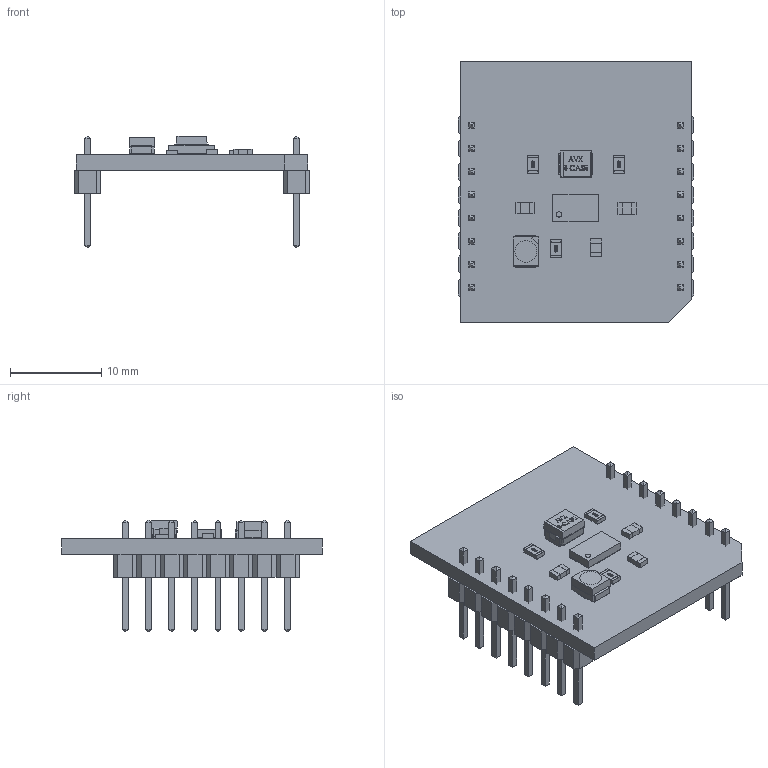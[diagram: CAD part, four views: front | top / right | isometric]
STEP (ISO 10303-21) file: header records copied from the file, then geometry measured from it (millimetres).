
FILE_DESCRIPTION(('Open CASCADE Model'),'2;1');
FILE_NAME('Open CASCADE Shape Model','2018-01-23T12:11:55',('Author'),( 'Open CASCADE'),'Open CASCADE STEP processor 6.8','Open CASCADE 6.8' ,'Unknown');
FILE_SCHEMA(('AUTOMOTIVE_DESIGN { 1 0 10303 214 1 1 1 1 }'));
Length unit declared in the file: millimetre
Products named in the file (26): PCB; Board; Free-Models; User_Library-Pin_Header_Strip_1x2; LGA-14; SW3dPS-LGA-14_Board3; SW3dPS-LGA-14_Free-Models2; SW3dPS-LGA-14_LGA15; SW3dPS-LGA-14_Free-Models3; SW3dPS-LGA-14_339724625; SW3dPS-LGA-14_Extruded3; SW3dPS-LGA-14_339727441; SW3dPS-LGA-14_Extruded5; SW3dPS-LGA-14_339729233; SW3dPS-LGA-14_Extruded4; SW3dPS-LGA-14_339503745; SW3dPS-LGA-14_Cylinder1; SW3dPS-LGA-14_Board2; User_Library-Everlight_67-21SRC-TR8; User_Library-Everlight_67-21SRC-TR8_Imported; User_Library-Everlight_67-21SRC-TR8_Imported_2; User_Library-Everlight_67-21SRC-TR8_Imported_3; User_Library-Everlight_67-21SRC-TR8_Imported_4; User_Library-R_0805; User_Library-AVX_BCASE; User_Library-SMD_CAPACITOR0805
Assembly tree (49 placements, depth 8):
  PCB
    Board
    Free-Models
      User_Library-Pin_Header_Strip_1x2  x8
      LGA-14
        SW3dPS-LGA-14_Board3
        SW3dPS-LGA-14_Free-Models2
          SW3dPS-LGA-14_LGA15
            SW3dPS-LGA-14_Free-Models3
              SW3dPS-LGA-14_339724625  x14
                SW3dPS-LGA-14_Extruded3
              SW3dPS-LGA-14_339727441
                SW3dPS-LGA-14_Extruded5
              SW3dPS-LGA-14_339729233
                SW3dPS-LGA-14_Extruded4
              SW3dPS-LGA-14_339503745
                SW3dPS-LGA-14_Cylinder1
            SW3dPS-LGA-14_Board2
      User_Library-Everlight_67-21SRC-TR8
        User_Library-Everlight_67-21SRC-TR8_Imported
        User_Library-Everlight_67-21SRC-TR8_Imported_2
        User_Library-Everlight_67-21SRC-TR8_Imported_3
        User_Library-Everlight_67-21SRC-TR8_Imported_4
      User_Library-R_0805  x3
      User_Library-AVX_BCASE
      User_Library-SMD_CAPACITOR0805  x3
Bounding box: 25.78 x 28.57 x 12.22 mm (x, y, z)
Volume: 1626.5 mm3; surface area: 2844.2 mm2
Topology: 48 solids, 48 shells, 1261 faces, 3041 edges, 1928 vertices
Faces by surface type: plane 986, bspline 159, cylinder 84, sphere 28, cone 4
Entity records: 23390 total; most frequent: CARTESIAN_POINT 7465, ORIENTED_EDGE 2706, DIRECTION 2329, EDGE_CURVE 1353, LINE 1093, VECTOR 1093, VERTEX_POINT 872, AXIS2_PLACEMENT_3D 618
